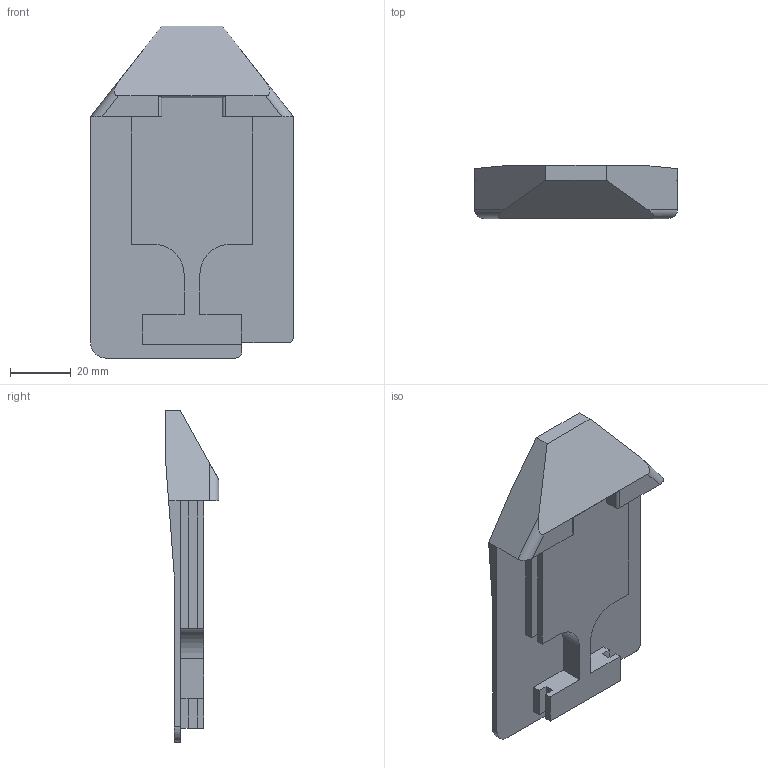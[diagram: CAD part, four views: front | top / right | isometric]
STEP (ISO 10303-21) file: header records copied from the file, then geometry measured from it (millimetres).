
FILE_DESCRIPTION (( 'STEP AP214' ), '1' );
FILE_NAME ('Generic - 1-25-2026.STEP', '2026-01-26T06:36:07', ( '' ), ( '' ), 'SwSTEP 2.0', 'SolidWorks 2025', '' );
FILE_SCHEMA (( 'AUTOMOTIVE_DESIGN' ));
Length unit declared in the file: millimetre
Products named in the file (1): Generic - 1-25-2026
Bounding box: 66.9 x 17.7 x 109.5 mm (x, y, z)
Volume: 43800 mm3; surface area: 18494.2 mm2
Topology: 1 solids, 1 shells, 58 faces, 164 edges, 108 vertices
Faces by surface type: plane 48, cylinder 10
Entity records: 1891 total; most frequent: CARTESIAN_POINT 365, ORIENTED_EDGE 328, DIRECTION 290, EDGE_CURVE 164, VECTOR 144, LINE 144, VERTEX_POINT 108, AXIS2_PLACEMENT_3D 73
